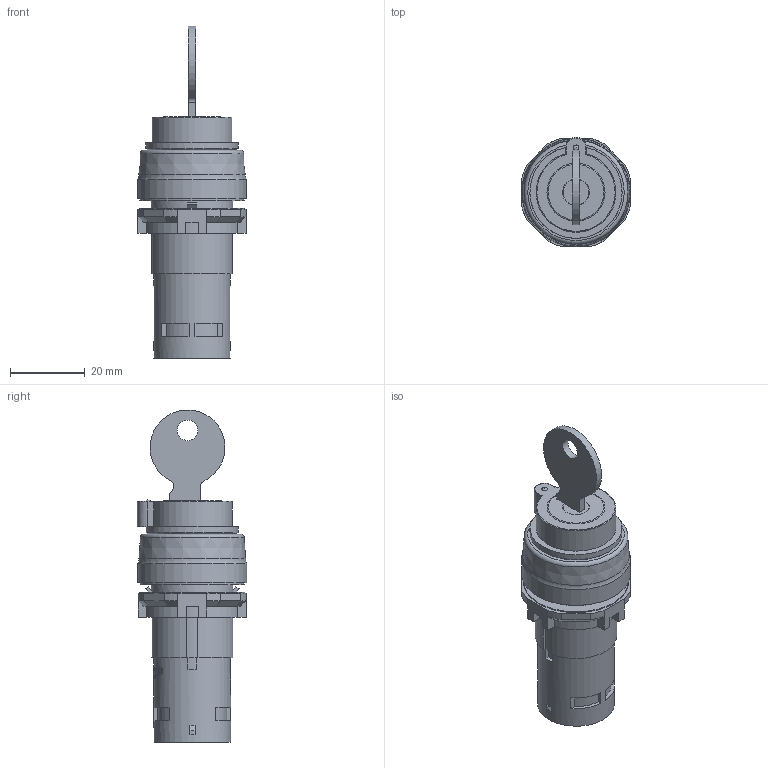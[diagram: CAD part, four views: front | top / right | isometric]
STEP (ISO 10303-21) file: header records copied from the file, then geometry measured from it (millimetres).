
FILE_DESCRIPTION( ( 'STEP AP214' ), '1' );
FILE_NAME( 'C24K-3AE11x-Solid3D-20191201.stp', '2020-02-05T00:47:18', ( ' ' ), ( ' ' ), 'XStep 1.0', ' ', ' ' );
FILE_SCHEMA( ( 'CONFIG_CONTROL_DESIGN) ( )' ) );
Length unit declared in the file: metre
Products named in the file (1): C22-E11P-20170512_
Bounding box: 29 x 29.15 x 88.59 mm (x, y, z)
Volume: 28438.4 mm3; surface area: 8052 mm2
Topology: 1 solids, 1 shells, 605 faces, 1608 edges, 1064 vertices
Faces by surface type: plane 390, cylinder 109, extrusion 76, cone 12, bspline 11, torus 5, sphere 2
Full cylindrical faces by diameter (mm): 5.5 x1, 20.5 x1, 21.8 x1, 24.6 x1, 27.8 x1, 28 x1, 29 x1
Entity records: 20633 total; most frequent: CARTESIAN_POINT 5175, ORIENTED_EDGE 3166, DIRECTION 2837, EDGE_CURVE 1583, VERTEX_POINT 1054, VECTOR 985, AXIS2_PLACEMENT_3D 926, LINE 909
